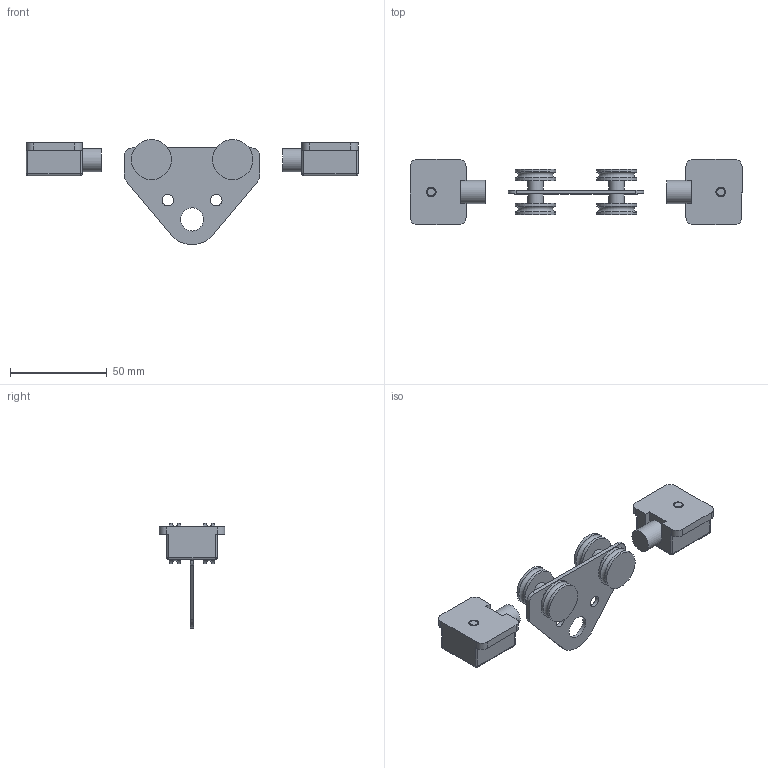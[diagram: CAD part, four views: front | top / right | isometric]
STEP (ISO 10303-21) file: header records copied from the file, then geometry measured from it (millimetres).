
FILE_DESCRIPTION(/* description */ ('KriTec Werkzeuglaufwagen 40x40'),/* implementation_level */ '2;1');
FILE_NAME(/* name */ '14262_KriTec_Werkzeuglaufwagen_40x40.stp',/* time_stamp */ '2020-03-16T16:15:46+01:00',/* author */ ('jendrek'),/* organization */ (''),/* preprocessor_version */ 'ST-DEVELOPER v17',/* originating_system */ 'Autodesk Inventor 2018',/* authorisation */ '');
FILE_SCHEMA (('AUTOMOTIVE_DESIGN { 1 0 10303 214 3 1 1 }'));
Length unit declared in the file: millimetre
Products named in the file (8): 14262; 1; 2; 3; 4; 5; 6; 7
Assembly tree (7 placements, depth 2):
  14262
    1
    2
    3
    4
    5
    6
    7
Bounding box: 171.81 x 34 x 54.4 mm (x, y, z)
Volume: 41350 mm3; surface area: 20402.7 mm2
Topology: 7 solids, 7 shells, 137 faces, 313 edges, 194 vertices
Faces by surface type: plane 66, cylinder 55, sphere 8, torus 4, cone 4
Full cylindrical faces by diameter (mm): 5 x2, 6 x4, 8 x4, 12 x3, 12.5 x2, 20.8 x8
Entity records: 4171 total; most frequent: DIRECTION 737, CARTESIAN_POINT 652, ORIENTED_EDGE 610, EDGE_CURVE 305, AXIS2_PLACEMENT_3D 279, VERTEX_POINT 194, LINE 179, VECTOR 179
